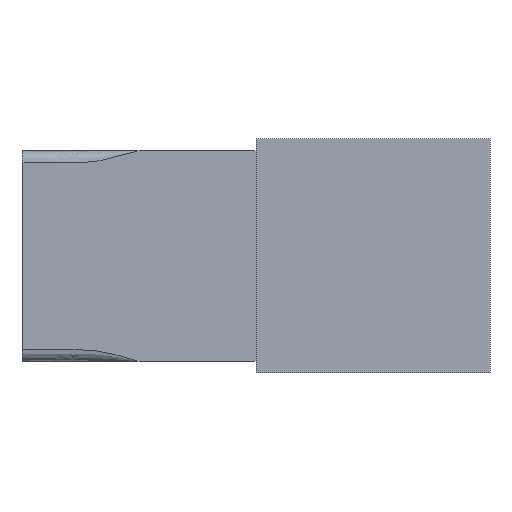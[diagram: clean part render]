
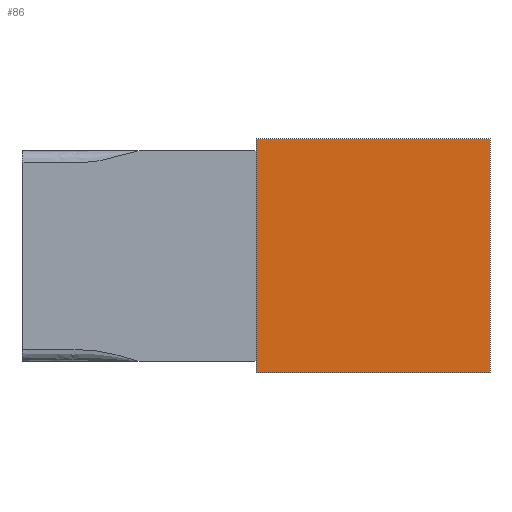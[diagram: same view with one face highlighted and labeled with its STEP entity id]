
A CAD part, front view. The second image highlights one B-rep face of the part: STEP entity #86.
In plain terms, the highlighted planar face has unit normal (0, -1, 0).
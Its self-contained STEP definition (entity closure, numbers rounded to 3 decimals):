
#86=ADVANCED_FACE('',(#136),#116,.F.);
#116=PLANE('',#593);
#136=FACE_OUTER_BOUND('',#166,.T.);
#166=EDGE_LOOP('',(#218,#219,#220,#221));
#218=ORIENTED_EDGE('',*,*,#417,.T.);
#219=ORIENTED_EDGE('',*,*,#424,.F.);
#220=ORIENTED_EDGE('',*,*,#406,.F.);
#221=ORIENTED_EDGE('',*,*,#425,.T.);
#354=VERTEX_POINT('',#722);
#355=VERTEX_POINT('',#723);
#364=VERTEX_POINT('',#745);
#365=VERTEX_POINT('',#746);
#406=EDGE_CURVE('',#354,#355,#484,.T.);
#417=EDGE_CURVE('',#364,#365,#495,.T.);
#424=EDGE_CURVE('',#355,#365,#502,.T.);
#425=EDGE_CURVE('',#354,#364,#503,.T.);
#484=LINE('',#721,#538);
#495=LINE('',#744,#549);
#502=LINE('',#758,#556);
#503=LINE('',#759,#557);
#538=VECTOR('',#619,1.);
#549=VECTOR('',#634,1.);
#556=VECTOR('',#643,1.);
#557=VECTOR('',#644,1.);
#593=AXIS2_PLACEMENT_3D('',#760,#645,#646);
#619=DIRECTION('',(0.,0.,-1.));
#634=DIRECTION('',(0.,0.,-1.));
#643=DIRECTION('',(-1.,0.,0.));
#644=DIRECTION('',(-1.,0.,0.));
#645=DIRECTION('',(0.,1.,0.));
#646=DIRECTION('',(0.,0.,1.));
#721=CARTESIAN_POINT('',(10.,-10.,10.));
#722=CARTESIAN_POINT('',(10.,-10.,10.));
#723=CARTESIAN_POINT('',(10.,-10.,-10.));
#744=CARTESIAN_POINT('',(-10.,-10.,10.));
#745=CARTESIAN_POINT('',(-10.,-10.,10.));
#746=CARTESIAN_POINT('',(-10.,-10.,-10.));
#758=CARTESIAN_POINT('',(10.,-10.,-10.));
#759=CARTESIAN_POINT('',(10.,-10.,10.));
#760=CARTESIAN_POINT('',(10.,-10.,10.));
